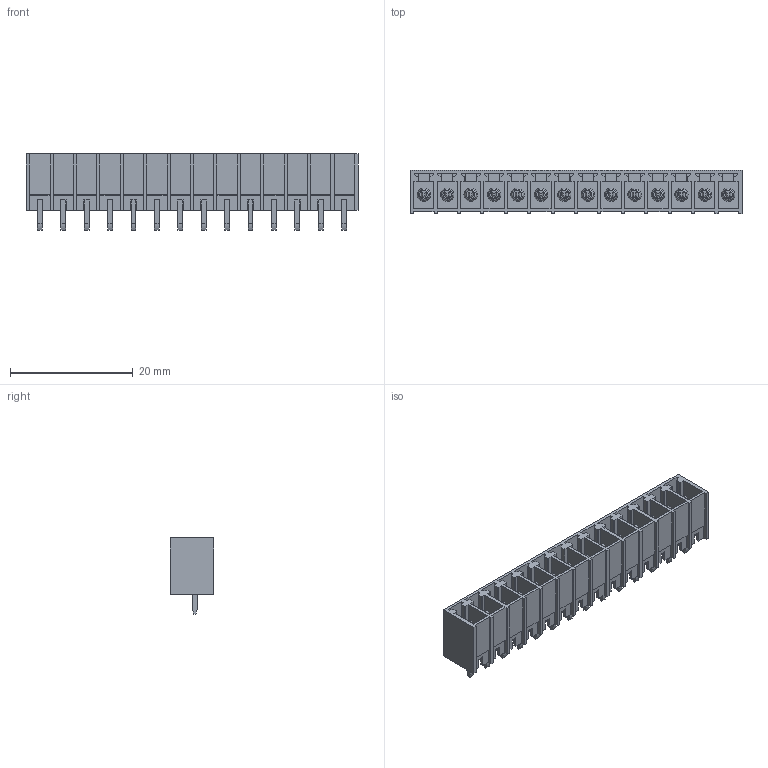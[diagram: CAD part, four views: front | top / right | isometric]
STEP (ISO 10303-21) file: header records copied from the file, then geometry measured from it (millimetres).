
FILE_DESCRIPTION(('CATIA V5 STEP Exchange','CAx-IF Rec.Pracs.--- Model Styling and Organization---1.2---2011-12-15'),'2;1');
FILE_NAME ('D1457698_0_1863370000_1863370000.stp','2018-10-13T04:06:36+00:00',('none'),('Weidmueller'),'CATIA Version 5-6 Release 2014','CATIA V5 STEP AP214','none');
FILE_SCHEMA(('AUTOMOTIVE_DESIGN { 1 0 10303 214 1 1 1 1 }'));
Length unit declared in the file: millimetre
Products named in the file (1): 1863370000
Bounding box: 54.03 x 7.07 x 12.4 mm (x, y, z)
Volume: 1341.8 mm3; surface area: 5065 mm2
Topology: 15 solids, 15 shells, 942 faces, 2690 edges, 1820 vertices
Faces by surface type: plane 748, cylinder 138, torus 28, cone 28
Entity records: 28077 total; most frequent: ORIENTED_EDGE 5380, CARTESIAN_POINT 5225, DIRECTION 3614, EDGE_CURVE 2690, VECTOR 2302, LINE 2302, VERTEX_POINT 1820, EDGE_LOOP 1012
